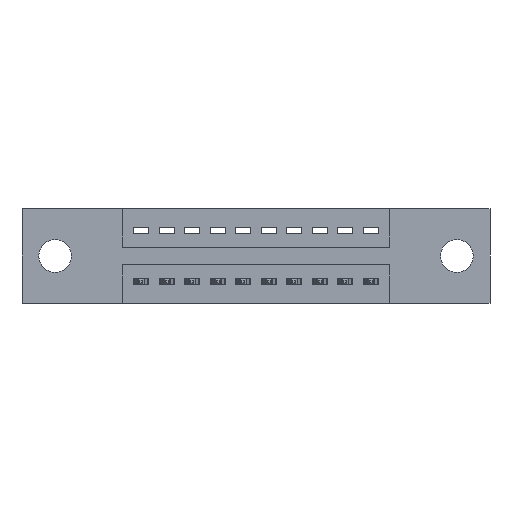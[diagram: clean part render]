
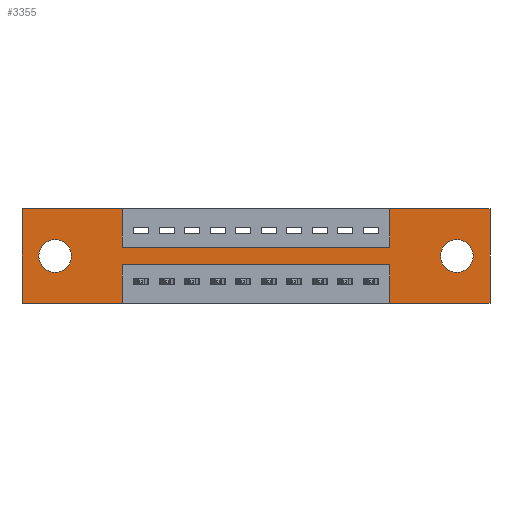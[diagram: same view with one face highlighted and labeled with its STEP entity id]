
A CAD part, front view. The second image highlights one B-rep face of the part: STEP entity #3355.
In plain terms, the highlighted planar face has unit normal (0, -1, 0).
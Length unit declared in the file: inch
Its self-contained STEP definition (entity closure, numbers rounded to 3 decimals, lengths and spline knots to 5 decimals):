
#87 = LINE ( 'NONE', #11290, #9590 ) ;
#262 = CARTESIAN_POINT ( 'NONE',  ( 1.705, 0., -0.185 ) ) ;
#267 = VERTEX_POINT ( 'NONE', #4753 ) ;
#322 = DIRECTION ( 'NONE',  ( 0., 1., 0. ) ) ;
#412 = EDGE_CURVE ( 'NONE', #3395, #267, #3577, .T. ) ;
#469 = VECTOR ( 'NONE', #5364, 39.37008 ) ;
#473 = EDGE_CURVE ( 'NONE', #9046, #943, #6904, .T. ) ;
#558 = EDGE_CURVE ( 'NONE', #11158, #10372, #4464, .T. ) ;
#564 = CARTESIAN_POINT ( 'NONE',  ( 1.4425, 0., -0.15 ) ) ;
#588 = ORIENTED_EDGE ( 'NONE', *, *, #6726, .F. ) ;
#724 = VERTEX_POINT ( 'NONE', #944 ) ;
#943 = VERTEX_POINT ( 'NONE', #7898 ) ;
#944 = CARTESIAN_POINT ( 'NONE',  ( 0.3925, 0., -0.22 ) ) ;
#1058 = LINE ( 'NONE', #7360, #6826 ) ;
#1064 = CARTESIAN_POINT ( 'NONE',  ( 1.705, 0., -0.121 ) ) ;
#1438 = ORIENTED_EDGE ( 'NONE', *, *, #9346, .F. ) ;
#1508 = VECTOR ( 'NONE', #5624, 39.37008 ) ;
#1639 = LINE ( 'NONE', #8688, #2639 ) ;
#1672 = CARTESIAN_POINT ( 'NONE',  ( 1.705, 0., -0.249 ) ) ;
#1725 = CARTESIAN_POINT ( 'NONE',  ( 0.13, 0., -0.185 ) ) ;
#1829 = CARTESIAN_POINT ( 'NONE',  ( 0.3925, 0., 0. ) ) ;
#1842 = VECTOR ( 'NONE', #5956, 39.37008 ) ;
#1998 = DIRECTION ( 'NONE',  ( 0., 0., -1. ) ) ;
#2223 = LINE ( 'NONE', #10814, #469 ) ;
#2371 = VERTEX_POINT ( 'NONE', #4877 ) ;
#2478 = VECTOR ( 'NONE', #9058, 39.37008 ) ;
#2546 = EDGE_LOOP ( 'NONE', ( #4562, #588, #3406, #9793, #5924, #7954, #7305, #5144, #10325, #1438, #10033, #5529 ) ) ;
#2571 = VERTEX_POINT ( 'NONE', #9659 ) ;
#2639 = VECTOR ( 'NONE', #5930, 39.37008 ) ;
#3033 = VERTEX_POINT ( 'NONE', #9714 ) ;
#3198 = FACE_BOUND ( 'NONE', #5657, .T. ) ;
#3355 = ADVANCED_FACE ( 'NONE', ( #4379, #3198, #8496 ), #10254, .T. ) ;
#3395 = VERTEX_POINT ( 'NONE', #5771 ) ;
#3406 = ORIENTED_EDGE ( 'NONE', *, *, #7059, .F. ) ;
#3542 = DIRECTION ( 'NONE',  ( 0., 1., 0. ) ) ;
#3577 = CIRCLE ( 'NONE', #9794, 0.064 ) ;
#3957 = CARTESIAN_POINT ( 'NONE',  ( 0., 0., 0. ) ) ;
#4272 = CARTESIAN_POINT ( 'NONE',  ( 1.705, 0., -0.185 ) ) ;
#4318 = VECTOR ( 'NONE', #4695, 39.37008 ) ;
#4379 = FACE_BOUND ( 'NONE', #11490, .T. ) ;
#4464 = LINE ( 'NONE', #10367, #1842 ) ;
#4469 = LINE ( 'NONE', #8881, #9127 ) ;
#4488 = EDGE_CURVE ( 'NONE', #2571, #2371, #7116, .T. ) ;
#4562 = ORIENTED_EDGE ( 'NONE', *, *, #8059, .F. ) ;
#4695 = DIRECTION ( 'NONE',  ( -1., 0., 0. ) ) ;
#4753 = CARTESIAN_POINT ( 'NONE',  ( 0.13, 0., -0.121 ) ) ;
#4877 = CARTESIAN_POINT ( 'NONE',  ( 0., 0., 0. ) ) ;
#4916 = LINE ( 'NONE', #8206, #2478 ) ;
#4954 = DIRECTION ( 'NONE',  ( 0., -1., 0. ) ) ;
#5093 = DIRECTION ( 'NONE',  ( -1., 0., 0. ) ) ;
#5124 = DIRECTION ( 'NONE',  ( 0., 0., -1. ) ) ;
#5132 = DIRECTION ( 'NONE',  ( 0., 0., -1. ) ) ;
#5144 = ORIENTED_EDGE ( 'NONE', *, *, #558, .F. ) ;
#5269 = VECTOR ( 'NONE', #5984, 39.37008 ) ;
#5276 = EDGE_CURVE ( 'NONE', #5280, #10562, #8039, .T. ) ;
#5280 = VERTEX_POINT ( 'NONE', #1064 ) ;
#5313 = CARTESIAN_POINT ( 'NONE',  ( 0.3925, 0., -0.37 ) ) ;
#5342 = EDGE_CURVE ( 'NONE', #5466, #6338, #10171, .T. ) ;
#5364 = DIRECTION ( 'NONE',  ( -1., 0., 0. ) ) ;
#5466 = VERTEX_POINT ( 'NONE', #6820 ) ;
#5529 = ORIENTED_EDGE ( 'NONE', *, *, #9537, .F. ) ;
#5562 = AXIS2_PLACEMENT_3D ( 'NONE', #4272, #8759, #5132 ) ;
#5624 = DIRECTION ( 'NONE',  ( 0., 0., 1. ) ) ;
#5646 = ORIENTED_EDGE ( 'NONE', *, *, #412, .T. ) ;
#5657 = EDGE_LOOP ( 'NONE', ( #11601, #5646 ) ) ;
#5723 = DIRECTION ( 'NONE',  ( 0., 1., 0. ) ) ;
#5749 = VECTOR ( 'NONE', #11284, 39.37008 ) ;
#5771 = CARTESIAN_POINT ( 'NONE',  ( 0.13, 0., -0.249 ) ) ;
#5854 = DIRECTION ( 'NONE',  ( 0., 0., -1. ) ) ;
#5924 = ORIENTED_EDGE ( 'NONE', *, *, #11003, .F. ) ;
#5930 = DIRECTION ( 'NONE',  ( 1., 0., 0. ) ) ;
#5956 = DIRECTION ( 'NONE',  ( 1., 0., 0. ) ) ;
#5984 = DIRECTION ( 'NONE',  ( 0., 0., -1. ) ) ;
#6096 = VERTEX_POINT ( 'NONE', #1829 ) ;
#6150 = AXIS2_PLACEMENT_3D ( 'NONE', #262, #5723, #1998 ) ;
#6272 = DIRECTION ( 'NONE',  ( 0., 0., 1. ) ) ;
#6338 = VERTEX_POINT ( 'NONE', #8447 ) ;
#6726 = EDGE_CURVE ( 'NONE', #3033, #724, #4469, .T. ) ;
#6820 = CARTESIAN_POINT ( 'NONE',  ( 1.4425, 0., 0. ) ) ;
#6826 = VECTOR ( 'NONE', #9961, 39.37008 ) ;
#6904 = LINE ( 'NONE', #11117, #4318 ) ;
#7059 = EDGE_CURVE ( 'NONE', #943, #3033, #87, .T. ) ;
#7116 = LINE ( 'NONE', #3957, #1508 ) ;
#7235 = CIRCLE ( 'NONE', #5562, 0.064 ) ;
#7305 = ORIENTED_EDGE ( 'NONE', *, *, #11736, .F. ) ;
#7360 = CARTESIAN_POINT ( 'NONE',  ( 0.3925, 0., 0. ) ) ;
#7377 = ORIENTED_EDGE ( 'NONE', *, *, #5276, .T. ) ;
#7767 = CARTESIAN_POINT ( 'NONE',  ( 0.13, 0., -0.185 ) ) ;
#7898 = CARTESIAN_POINT ( 'NONE',  ( 1.4425, 0., -0.37 ) ) ;
#7899 = ORIENTED_EDGE ( 'NONE', *, *, #9347, .T. ) ;
#7940 = AXIS2_PLACEMENT_3D ( 'NONE', #10397, #4954, #5854 ) ;
#7954 = ORIENTED_EDGE ( 'NONE', *, *, #5342, .F. ) ;
#8039 = CIRCLE ( 'NONE', #6150, 0.064 ) ;
#8059 = EDGE_CURVE ( 'NONE', #724, #11047, #10263, .T. ) ;
#8069 = VECTOR ( 'NONE', #5124, 39.37008 ) ;
#8106 = CIRCLE ( 'NONE', #11445, 0.064 ) ;
#8206 = CARTESIAN_POINT ( 'NONE',  ( 1.4425, 0., 0. ) ) ;
#8447 = CARTESIAN_POINT ( 'NONE',  ( 1.835, 0., 0. ) ) ;
#8496 = FACE_OUTER_BOUND ( 'NONE', #2546, .T. ) ;
#8688 = CARTESIAN_POINT ( 'NONE',  ( 0., 0., 0. ) ) ;
#8759 = DIRECTION ( 'NONE',  ( 0., 1., 0. ) ) ;
#8881 = CARTESIAN_POINT ( 'NONE',  ( 0.3925, 0., -0.22 ) ) ;
#9046 = VERTEX_POINT ( 'NONE', #11293 ) ;
#9058 = DIRECTION ( 'NONE',  ( 0., 0., 1. ) ) ;
#9067 = LINE ( 'NONE', #11589, #8069 ) ;
#9073 = EDGE_CURVE ( 'NONE', #267, #3395, #8106, .T. ) ;
#9127 = VECTOR ( 'NONE', #5093, 39.37008 ) ;
#9346 = EDGE_CURVE ( 'NONE', #2371, #6096, #1639, .T. ) ;
#9347 = EDGE_CURVE ( 'NONE', #10562, #5280, #7235, .T. ) ;
#9537 = EDGE_CURVE ( 'NONE', #11047, #2571, #2223, .T. ) ;
#9577 = EDGE_CURVE ( 'NONE', #6096, #11158, #1058, .T. ) ;
#9590 = VECTOR ( 'NONE', #9613, 39.37008 ) ;
#9607 = CARTESIAN_POINT ( 'NONE',  ( 0., 0., 0. ) ) ;
#9613 = DIRECTION ( 'NONE',  ( 0., 0., 1. ) ) ;
#9659 = CARTESIAN_POINT ( 'NONE',  ( 0., 0., -0.37 ) ) ;
#9714 = CARTESIAN_POINT ( 'NONE',  ( 1.4425, 0., -0.22 ) ) ;
#9793 = ORIENTED_EDGE ( 'NONE', *, *, #473, .F. ) ;
#9794 = AXIS2_PLACEMENT_3D ( 'NONE', #1725, #3542, #6272 ) ;
#9961 = DIRECTION ( 'NONE',  ( 0., 0., -1. ) ) ;
#10033 = ORIENTED_EDGE ( 'NONE', *, *, #4488, .F. ) ;
#10171 = LINE ( 'NONE', #9607, #5749 ) ;
#10254 = PLANE ( 'NONE',  #7940 ) ;
#10263 = LINE ( 'NONE', #10666, #5269 ) ;
#10325 = ORIENTED_EDGE ( 'NONE', *, *, #9577, .F. ) ;
#10367 = CARTESIAN_POINT ( 'NONE',  ( 0.3925, 0., -0.15 ) ) ;
#10372 = VERTEX_POINT ( 'NONE', #564 ) ;
#10397 = CARTESIAN_POINT ( 'NONE',  ( 0., 0., -0.37 ) ) ;
#10562 = VERTEX_POINT ( 'NONE', #1672 ) ;
#10666 = CARTESIAN_POINT ( 'NONE',  ( 0.3925, 0., -0.37 ) ) ;
#10718 = CARTESIAN_POINT ( 'NONE',  ( 0.3925, 0., -0.15 ) ) ;
#10814 = CARTESIAN_POINT ( 'NONE',  ( 0., 0., -0.37 ) ) ;
#11003 = EDGE_CURVE ( 'NONE', #6338, #9046, #9067, .T. ) ;
#11047 = VERTEX_POINT ( 'NONE', #5313 ) ;
#11117 = CARTESIAN_POINT ( 'NONE',  ( 0., 0., -0.37 ) ) ;
#11158 = VERTEX_POINT ( 'NONE', #10718 ) ;
#11284 = DIRECTION ( 'NONE',  ( 1., 0., 0. ) ) ;
#11290 = CARTESIAN_POINT ( 'NONE',  ( 1.4425, 0., -0.37 ) ) ;
#11293 = CARTESIAN_POINT ( 'NONE',  ( 1.835, 0., -0.37 ) ) ;
#11389 = DIRECTION ( 'NONE',  ( 0., 0., 1. ) ) ;
#11445 = AXIS2_PLACEMENT_3D ( 'NONE', #7767, #322, #11389 ) ;
#11490 = EDGE_LOOP ( 'NONE', ( #7377, #7899 ) ) ;
#11589 = CARTESIAN_POINT ( 'NONE',  ( 1.835, 0., 0. ) ) ;
#11601 = ORIENTED_EDGE ( 'NONE', *, *, #9073, .T. ) ;
#11736 = EDGE_CURVE ( 'NONE', #10372, #5466, #4916, .T. ) ;
